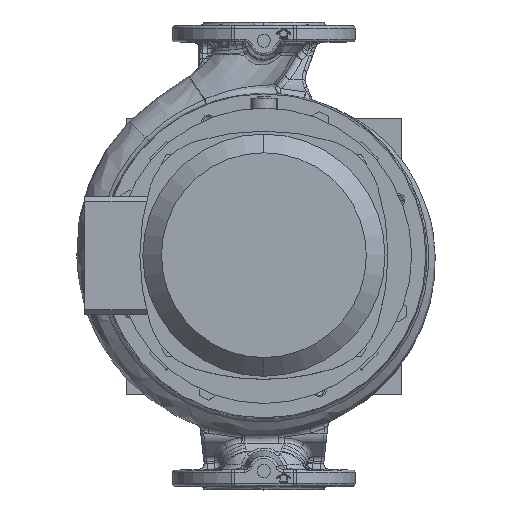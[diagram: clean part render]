
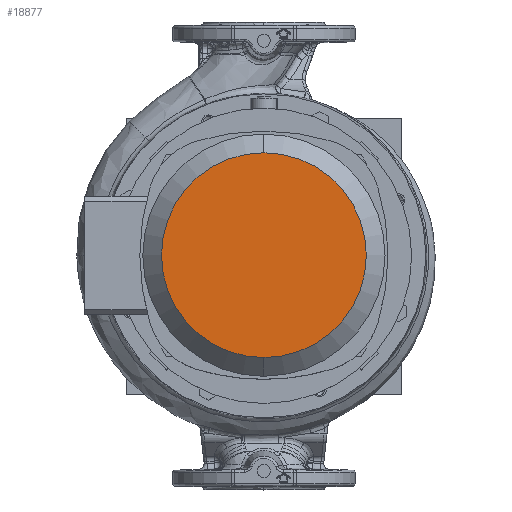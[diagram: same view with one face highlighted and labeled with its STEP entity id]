
A CAD part, top view. The second image highlights one B-rep face of the part: STEP entity #18877.
In plain terms, the highlighted planar face has unit normal (0, 0, 1).
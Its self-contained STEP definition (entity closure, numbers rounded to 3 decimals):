
#6051 = ORIENTED_EDGE ( 'NONE', *, *, #62799, .T. ) ;
#6055 = ORIENTED_EDGE ( 'NONE', *, *, #22945, .T. ) ;
#7063 = AXIS2_PLACEMENT_3D ( 'NONE', #19582, #19585, #19588 ) ;
#7529 = CIRCLE ( 'NONE', #7063, 104. ) ;
#11177 = VERTEX_POINT ( 'NONE', #43661 ) ;
#12603 = DIRECTION ( 'NONE',  ( 0., 1., 0. ) ) ;
#12604 = DIRECTION ( 'NONE',  ( 0., 0., 1. ) ) ;
#12607 = CARTESIAN_POINT ( 'NONE',  ( 0., 0., 475.25 ) ) ;
#17348 = DIRECTION ( 'NONE',  ( 0., -1., 0. ) ) ;
#17350 = DIRECTION ( 'NONE',  ( 0., 0., -1. ) ) ;
#17354 = PLANE ( 'NONE',  #22583 ) ;
#17356 = FACE_OUTER_BOUND ( 'NONE', #22025, .T. ) ;
#17363 = CARTESIAN_POINT ( 'NONE',  ( -104., 0., 475.25 ) ) ;
#18877 = ADVANCED_FACE ( 'NONE', ( #17356 ), #17354, .F. ) ;
#19582 = CARTESIAN_POINT ( 'NONE',  ( 0., 0., 475.25 ) ) ;
#19585 = DIRECTION ( 'NONE',  ( 0., 0., 1. ) ) ;
#19588 = DIRECTION ( 'NONE',  ( 0., 1., 0. ) ) ;
#22025 = EDGE_LOOP ( 'NONE', ( #6055, #6051 ) ) ;
#22273 = CIRCLE ( 'NONE', #22351, 104. ) ;
#22351 = AXIS2_PLACEMENT_3D ( 'NONE', #12607, #12604, #12603 ) ;
#22583 = AXIS2_PLACEMENT_3D ( 'NONE', #17363, #17350, #17348 ) ;
#22945 = EDGE_CURVE ( 'NONE', #11177, #50267, #22273, .T. ) ;
#37995 = CARTESIAN_POINT ( 'NONE',  ( 0., 104., 475.25 ) ) ;
#43661 = CARTESIAN_POINT ( 'NONE',  ( 0., -104., 475.25 ) ) ;
#50267 = VERTEX_POINT ( 'NONE', #37995 ) ;
#62799 = EDGE_CURVE ( 'NONE', #50267, #11177, #7529, .T. ) ;
